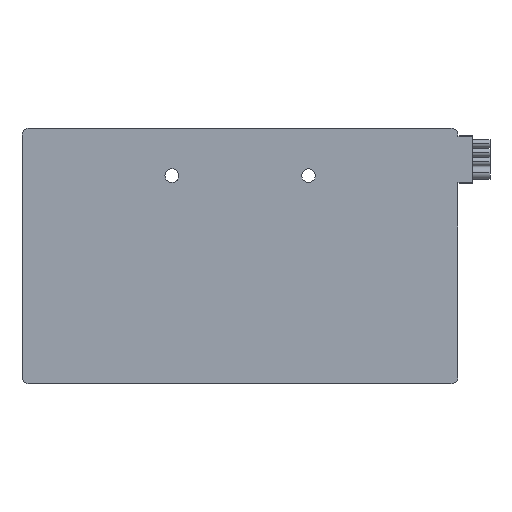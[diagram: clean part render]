
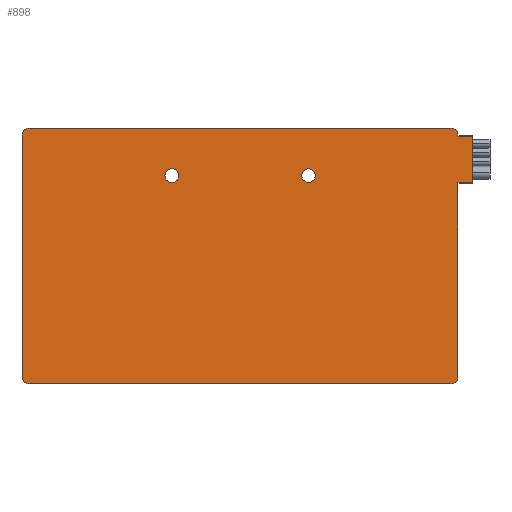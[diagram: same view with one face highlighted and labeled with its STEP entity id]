
A CAD part, top view. The second image highlights one B-rep face of the part: STEP entity #898.
In plain terms, the highlighted planar face has unit normal (0, 0, 1).
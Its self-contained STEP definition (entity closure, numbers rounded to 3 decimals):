
#171=CARTESIAN_POINT('',(21.333,25.05,4.2));
#172=DIRECTION('',(0.,0.,1.));
#173=DIRECTION('',(1.,0.,0.));
#174=AXIS2_PLACEMENT_3D('',#171,#172,#173);
#176=CARTESIAN_POINT('',(21.333,25.05,4.2));
#177=DIRECTION('',(0.,0.,1.));
#178=DIRECTION('',(-1.,0.,0.));
#179=AXIS2_PLACEMENT_3D('',#176,#177,#178);
#181=CARTESIAN_POINT('',(-21.334,25.05,4.2));
#182=DIRECTION('',(0.,0.,1.));
#183=DIRECTION('',(1.,0.,0.));
#184=AXIS2_PLACEMENT_3D('',#181,#182,#183);
#186=CARTESIAN_POINT('',(-21.334,25.05,4.2));
#187=DIRECTION('',(0.,0.,1.));
#188=DIRECTION('',(-1.,0.,0.));
#189=AXIS2_PLACEMENT_3D('',#186,#187,#188);
#191=DIRECTION('',(0.,1.,0.));
#192=VECTOR('',#191,0.25);
#193=CARTESIAN_POINT('',(68.,37.4,4.2));
#194=LINE('',#193,#192);
#195=DIRECTION('',(1.,0.,0.));
#196=VECTOR('',#195,4.6);
#197=CARTESIAN_POINT('',(68.,37.4,4.2));
#198=LINE('',#197,#196);
#199=DIRECTION('',(1.,0.,0.));
#200=VECTOR('',#199,4.6);
#201=CARTESIAN_POINT('',(68.,22.8,4.2));
#202=LINE('',#201,#200);
#203=DIRECTION('',(0.,1.,0.));
#204=VECTOR('',#203,60.55);
#205=CARTESIAN_POINT('',(68.,-37.75,4.2));
#206=LINE('',#205,#204);
#207=CARTESIAN_POINT('',(65.8,-37.75,4.2));
#208=DIRECTION('',(0.,0.,1.));
#209=DIRECTION('',(0.,-1.,0.));
#210=AXIS2_PLACEMENT_3D('',#207,#208,#209);
#212=DIRECTION('',(1.,0.,0.));
#213=VECTOR('',#212,131.6);
#214=CARTESIAN_POINT('',(-65.8,-39.95,4.2));
#215=LINE('',#214,#213);
#216=CARTESIAN_POINT('',(-65.8,-37.75,4.2));
#217=DIRECTION('',(0.,0.,1.));
#218=DIRECTION('',(-1.,0.,0.));
#219=AXIS2_PLACEMENT_3D('',#216,#217,#218);
#221=DIRECTION('',(0.,-1.,0.));
#222=VECTOR('',#221,75.4);
#223=CARTESIAN_POINT('',(-68.,37.65,4.2));
#224=LINE('',#223,#222);
#225=CARTESIAN_POINT('',(-65.8,37.65,4.2));
#226=DIRECTION('',(0.,0.,1.));
#227=DIRECTION('',(0.,1.,0.));
#228=AXIS2_PLACEMENT_3D('',#225,#226,#227);
#230=DIRECTION('',(-1.,0.,0.));
#231=VECTOR('',#230,131.6);
#232=CARTESIAN_POINT('',(65.8,39.85,4.2));
#233=LINE('',#232,#231);
#234=CARTESIAN_POINT('',(65.8,37.65,4.2));
#235=DIRECTION('',(0.,0.,1.));
#236=DIRECTION('',(1.,0.,0.));
#237=AXIS2_PLACEMENT_3D('',#234,#235,#236);
#269=DIRECTION('',(0.,1.,0.));
#270=VECTOR('',#269,14.6);
#271=CARTESIAN_POINT('',(72.6,22.8,4.2));
#272=LINE('',#271,#270);
#527=CARTESIAN_POINT('',(-65.8,39.85,4.2));
#528=VERTEX_POINT('',#527);
#529=CARTESIAN_POINT('',(-68.,37.65,4.2));
#530=VERTEX_POINT('',#529);
#535=CARTESIAN_POINT('',(-68.,-37.75,4.2));
#536=VERTEX_POINT('',#535);
#537=CARTESIAN_POINT('',(-65.8,-39.95,4.2));
#538=VERTEX_POINT('',#537);
#543=CARTESIAN_POINT('',(65.8,-39.95,4.2));
#544=VERTEX_POINT('',#543);
#545=CARTESIAN_POINT('',(68.,-37.75,4.2));
#546=VERTEX_POINT('',#545);
#551=CARTESIAN_POINT('',(68.,37.65,4.2));
#552=VERTEX_POINT('',#551);
#553=CARTESIAN_POINT('',(65.8,39.85,4.2));
#554=VERTEX_POINT('',#553);
#555=CARTESIAN_POINT('',(23.483,25.05,4.2));
#556=CARTESIAN_POINT('',(19.183,25.05,4.2));
#557=VERTEX_POINT('',#555);
#558=VERTEX_POINT('',#556);
#563=CARTESIAN_POINT('',(-19.184,25.05,4.2));
#564=CARTESIAN_POINT('',(-23.484,25.05,4.2));
#565=VERTEX_POINT('',#563);
#566=VERTEX_POINT('',#564);
#604=CARTESIAN_POINT('',(72.6,37.4,4.2));
#606=VERTEX_POINT('',#604);
#607=CARTESIAN_POINT('',(72.6,22.8,4.2));
#609=VERTEX_POINT('',#607);
#631=CARTESIAN_POINT('',(68.,37.4,4.2));
#632=VERTEX_POINT('',#631);
#633=CARTESIAN_POINT('',(68.,22.8,4.2));
#634=VERTEX_POINT('',#633);
#861=CARTESIAN_POINT('',(0.,-0.05,4.2));
#862=DIRECTION('',(0.,0.,1.));
#863=DIRECTION('',(1.,0.,0.));
#864=AXIS2_PLACEMENT_3D('',#861,#862,#863);
#865=PLANE('',#864);
#866=ORIENTED_EDGE('',*,*,#755,.F.);
#868=ORIENTED_EDGE('',*,*,#867,.T.);
#870=ORIENTED_EDGE('',*,*,#869,.F.);
#871=ORIENTED_EDGE('',*,*,#853,.F.);
#872=ORIENTED_EDGE('',*,*,#761,.F.);
#874=ORIENTED_EDGE('',*,*,#873,.F.);
#876=ORIENTED_EDGE('',*,*,#875,.F.);
#878=ORIENTED_EDGE('',*,*,#877,.F.);
#880=ORIENTED_EDGE('',*,*,#879,.F.);
#881=ORIENTED_EDGE('',*,*,#711,.F.);
#882=ORIENTED_EDGE('',*,*,#727,.F.);
#883=ORIENTED_EDGE('',*,*,#740,.F.);
#884=EDGE_LOOP('',(#866,#868,#870,#871,#872,#874,#876,#878,#880,#881,#882,
#883));
#885=FACE_OUTER_BOUND('',#884,.F.);
#887=ORIENTED_EDGE('',*,*,#886,.T.);
#889=ORIENTED_EDGE('',*,*,#888,.T.);
#890=EDGE_LOOP('',(#887,#889));
#891=FACE_BOUND('',#890,.F.);
#893=ORIENTED_EDGE('',*,*,#892,.T.);
#895=ORIENTED_EDGE('',*,*,#894,.T.);
#896=EDGE_LOOP('',(#893,#895));
#897=FACE_BOUND('',#896,.F.);
#175=CIRCLE('',#174,2.15);
#180=CIRCLE('',#179,2.15);
#185=CIRCLE('',#184,2.15);
#190=CIRCLE('',#189,2.15);
#211=CIRCLE('',#210,2.2);
#220=CIRCLE('',#219,2.2);
#229=CIRCLE('',#228,2.2);
#238=CIRCLE('',#237,2.2);
#711=EDGE_CURVE('',#528,#530,#229,.T.);
#727=EDGE_CURVE('',#554,#528,#233,.T.);
#740=EDGE_CURVE('',#552,#554,#238,.T.);
#755=EDGE_CURVE('',#632,#552,#194,.T.);
#761=EDGE_CURVE('',#546,#634,#206,.T.);
#853=EDGE_CURVE('',#634,#609,#202,.T.);
#867=EDGE_CURVE('',#632,#606,#198,.T.);
#869=EDGE_CURVE('',#609,#606,#272,.T.);
#873=EDGE_CURVE('',#544,#546,#211,.T.);
#875=EDGE_CURVE('',#538,#544,#215,.T.);
#877=EDGE_CURVE('',#536,#538,#220,.T.);
#879=EDGE_CURVE('',#530,#536,#224,.T.);
#886=EDGE_CURVE('',#565,#566,#185,.T.);
#888=EDGE_CURVE('',#566,#565,#190,.T.);
#892=EDGE_CURVE('',#557,#558,#175,.T.);
#894=EDGE_CURVE('',#558,#557,#180,.T.);
#898=ADVANCED_FACE('',(#885,#891,#897),#865,.T.);
